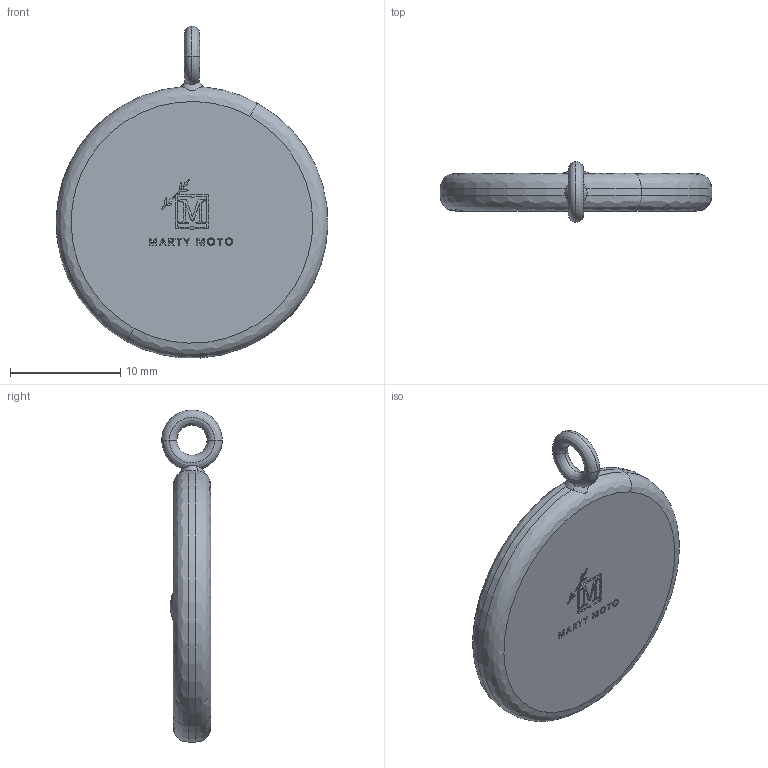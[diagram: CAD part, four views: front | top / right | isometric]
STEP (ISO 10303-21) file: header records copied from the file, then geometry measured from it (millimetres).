
FILE_DESCRIPTION(('FreeCAD Model'),'2;1');
FILE_NAME('Open CASCADE Shape Model','2025-05-04T02:32:21',('FreeCAD'),( 'FreeCAD'),'Open CASCADE STEP processor 7.6','FreeCAD','Unknown');
FILE_SCHEMA(('AUTOMOTIVE_DESIGN { 1 0 10303 214 1 1 1 1 }'));
Products named in the file (1): Open CASCADE STEP translator 7.6 1
Bounding box: 24.61 x 5.47 x 30.06 mm (x, y, z)
Volume: 1395 mm3; surface area: 2662.6 mm2
Topology: 5 solids, 5 shells, 1145 faces, 3342 edges, 2217 vertices
Faces by surface type: bspline 1145
Entity records: 37154 total; most frequent: CARTESIAN_POINT 19247, ORIENTED_EDGE 6676, EDGE_CURVE 3338, VERTEX_POINT 2217, B_SPLINE_CURVE_WITH_KNOTS 1886, FACE_BOUND 1163, EDGE_LOOP 1163, ADVANCED_FACE 1145
